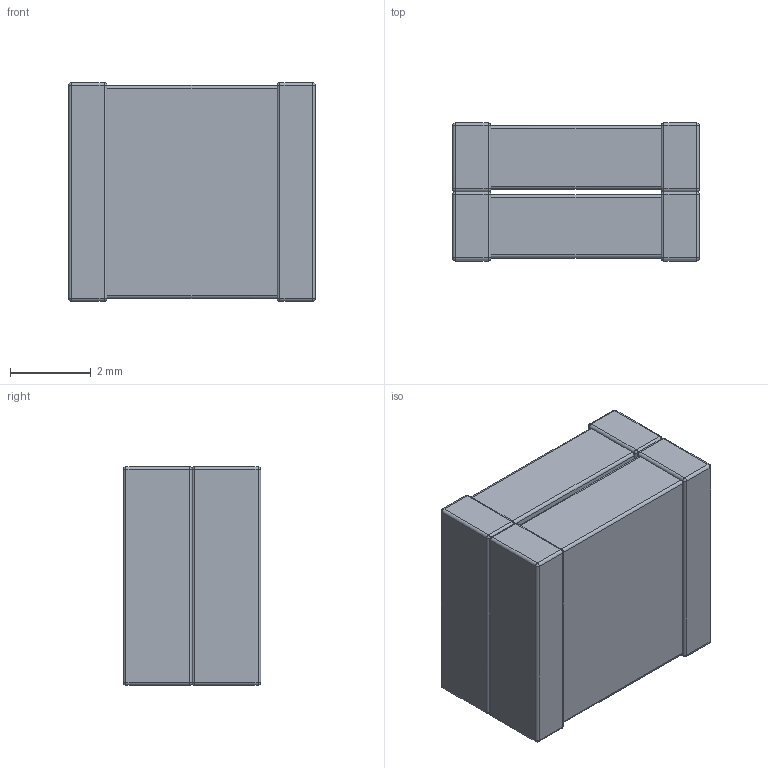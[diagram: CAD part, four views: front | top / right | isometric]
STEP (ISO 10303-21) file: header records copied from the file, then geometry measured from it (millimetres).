
FILE_DESCRIPTION (( 'STEP AP214' ), '1' );
FILE_NAME ('CCSS_K2T_2220-2_L6.1W5.4B0.95T3.4.STEP', '2021-05-20T18:23:27', ( '' ), ( '' ), 'SwSTEP 2.0', 'SolidWorks 2020', '' );
FILE_SCHEMA (( 'AUTOMOTIVE_DESIGN' ));
Length unit declared in the file: millimetre
Products named in the file (1): CCSS_K2T_2220-2_L6.1W5.4B0.95T3.4
Bounding box: 6.1 x 3.4 x 5.4 mm (x, y, z)
Volume: 103.6 mm3; surface area: 189.9 mm2
Topology: 4 solids, 4 shells, 189 faces, 453 edges, 238 vertices
Faces by surface type: plane 81, cylinder 76, sphere 32
Entity records: 6788 total; most frequent: CARTESIAN_POINT 1185, DIRECTION 849, ORIENTED_EDGE 842, EDGE_CURVE 421, AXIS2_PLACEMENT_3D 286, LINE 277, VECTOR 277, VERTEX_POINT 238
